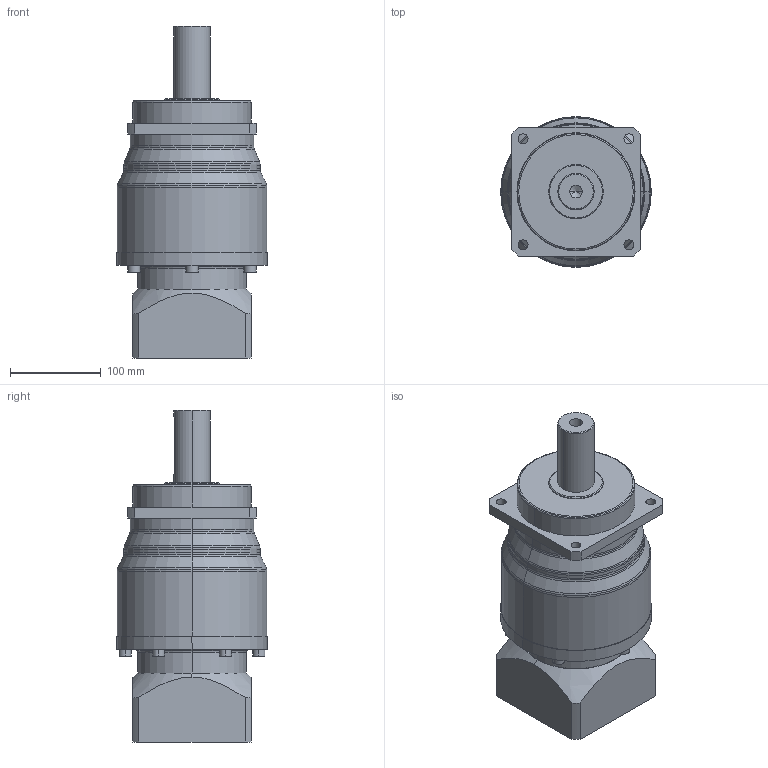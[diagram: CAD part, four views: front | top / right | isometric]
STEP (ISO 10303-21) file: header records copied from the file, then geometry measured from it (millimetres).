
FILE_DESCRIPTION((''),'2;1');
FILE_NAME('VRS140-S2-L3','2022-06-14T15:15:33',('Administrator'),(''),'CREO PARAMETRIC BY PTC INC, 2019010','CREO PARAMETRIC BY PTC INC, 2019010','');
FILE_SCHEMA(('CONFIG_CONTROL_DESIGN'));
Length unit declared in the file: millimetre
Products named in the file (1): VRS140-S2-L3
Bounding box: 166 x 166 x 365.7 mm (x, y, z)
Volume: 4746189.9 mm3; surface area: 234023.8 mm2
Topology: 1 solids, 1 shells, 288 faces, 699 edges, 440 vertices
Faces by surface type: plane 116, cylinder 84, torus 64, cone 24
Entity records: 8638 total; most frequent: CARTESIAN_POINT 1607, DIRECTION 1588, ORIENTED_EDGE 1378, EDGE_CURVE 689, AXIS2_PLACEMENT_3D 629, VERTEX_POINT 440, CIRCLE 341, EDGE_LOOP 333
